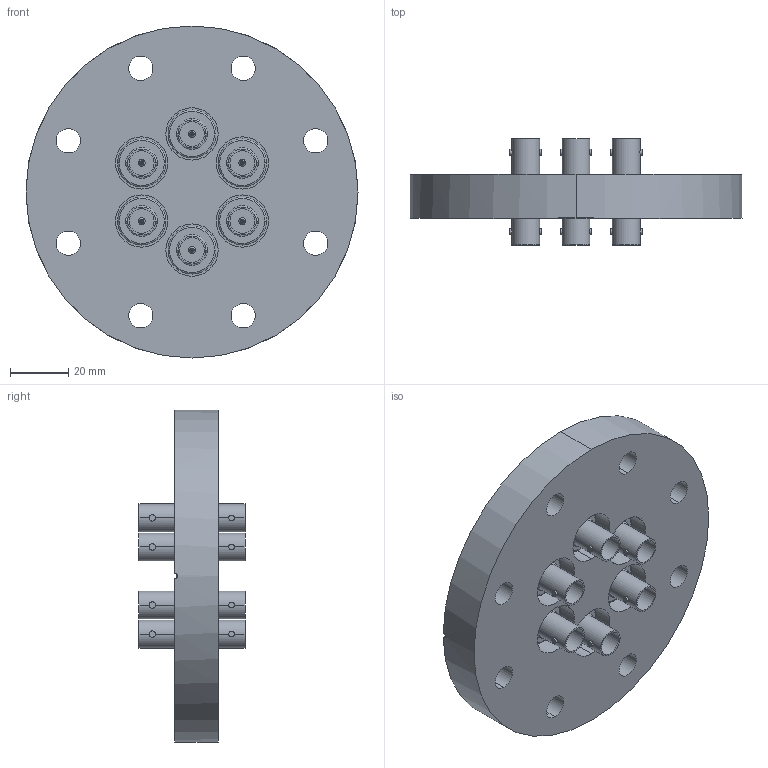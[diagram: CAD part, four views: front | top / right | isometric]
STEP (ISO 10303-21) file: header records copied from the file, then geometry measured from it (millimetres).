
FILE_DESCRIPTION (( 'STEP AP214' ), '1' );
FILE_NAME ('242-BNCD50-C63-6.step', '2025-02-18T20:45:18', ( '' ), ( '' ), 'SwSTEP 2.0', 'SolidWorks 2022', '' );
FILE_SCHEMA (( 'AUTOMOTIVE_DESIGN' ));
Length unit declared in the file: millimetre
Products named in the file (3): 9411-C63-16.5-6_411-CB63; 242-BNCD50-I; 242-BNCD50-C63-6
Assembly tree (7 placements, depth 2):
  242-BNCD50-C63-6
    9411-C63-16.5-6_411-CB63
    242-BNCD50-I  x6
Bounding box: 114.3 x 36.5 x 114.3 mm (x, y, z)
Volume: 128397.2 mm3; surface area: 51255.8 mm2
Topology: 7 solids, 13 shells, 414 faces, 896 edges, 568 vertices
Faces by surface type: cylinder 250, plane 112, cone 28, bspline 24
Entity records: 4463 total; most frequent: CARTESIAN_POINT 847, DIRECTION 680, ORIENTED_EDGE 552, AXIS2_PLACEMENT_3D 293, EDGE_CURVE 276, VERTEX_POINT 178, CIRCLE 168, EDGE_LOOP 164
